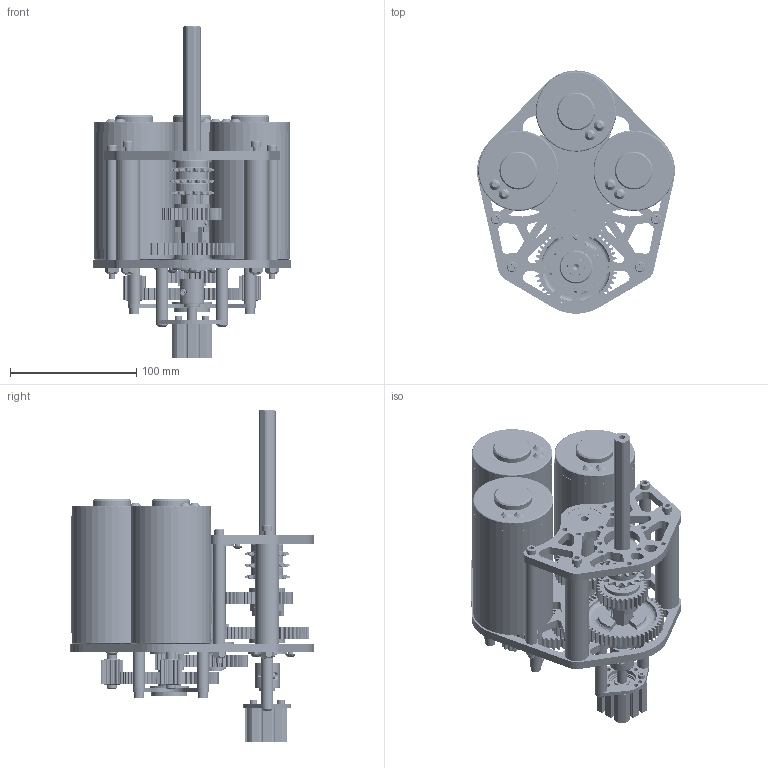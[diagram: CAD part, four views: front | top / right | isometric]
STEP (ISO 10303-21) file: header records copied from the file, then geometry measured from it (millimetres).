
FILE_DESCRIPTION (( 'STEP AP214' ), '1' );
FILE_NAME ('WCP-0155 Rev1 - WCP 3 Motor Flipped Gearbox (Dog Shifter).STEP', '2019-01-05T21:23:24', ( '' ), ( '' ), 'SwSTEP 2.0', 'SolidWorks 2018', '' );
FILE_SCHEMA (( 'AUTOMOTIVE_DESIGN' ));
Length unit declared in the file: inch
Products named in the file (45): 217-3423-008 Rev1; 217-3214_36T_500_hex; WCP-0155-002 Rev1; 217-3423-006 Rev1; 217-2778_shifting_cylinder; NFS-0027_BHCS_#10-32_2_000L_91255A274; WCP-0112 Rev1; 217-3423-009 Rev3; 217-3635_DOG_shifter_shaft; 217-3099_12T_CIM; 217-2000_CIM; 217-4270_radial_thunderhex; WCP-0095 Rev1; 217-3574_60T_500_hex; WCP-0155-007 Rev1; WCP-0091 Rev1; 16T_#25_500_hex_hubbed_sprocket_217-2642; WCP-0155 Rev1 - WCP 3 Motor Flipped Gearbox (Dog Shifter); WCP-0155-010 Rev1; NFS-0009_0_500_snapring_97633A200; NFS-0001_BHCS_#10-32_0_500L_Default<As Machined>; WCP-0155-008 Rev1; 217-2731_0_500_flanged_bearing; NFS-0003_SHCS_#10-32_4_000L_Default<As Machined>; NFS-0034_SHCS_#6-32_1_000L_91251A153; NFS-0036_Wave_Washer_9714K33; 217-3195_DOG_shifter_cone; NFS-0006_SHCS_#4-40_1_000_91251A115; NFS-0010_#10-32_thin_locknut_Default<As Machined>; 217-3423-005 Rev1; NFS-0035_Machine_Key_2x2mm_20mmL_96717A075; WCP-0155-003 Rev1; NFS-0012_0_500ID_fiber_washer_95601A350; WCP-0155-001 Rev1; NFS-0018_SHCS_#10-32_1_750L_Default<As Machined>; 217-3489_0_250_radial_bearing; 217-2708_40T_500_hex; NFS-0031_8mm_push_nut_92133A109; WCP-0155-005 Rev1; WCP-0155-009 Rev1 ...
Assembly tree (84 placements, depth 2):
  WCP-0155 Rev1 - WCP 3 Motor Flipped Gearbox (Dog Shifter)
    WCP-0155-001 Rev1
    WCP-0155-002 Rev1
    WCP-0155-003 Rev1
    WCP-0155-004 Rev1
    WCP-0155-005 Rev1
    WCP-0155-006 Rev1  x2
    WCP-0155-007 Rev1  x2
    WCP-0155-008 Rev1  x4
    WCP-0155-010 Rev1
    WCP-0155-009 Rev1
    217-2731_0_500_flanged_bearing  x4
    217-4006_0_500_flanged_thunderhex_bearing
    217-4270_radial_thunderhex  x2
    WCP-0112 Rev1  x2
    217-3099_12T_CIM  x3
    217-3574_60T_500_hex
    217-2708_40T_500_hex
    WCP-0095 Rev1
    WCP-0091 Rev1
    217-3214_36T_500_hex
    217-2000_CIM  x3
    217-2778_shifting_cylinder
    217-3423-005 Rev1
    217-3423-006 Rev1  x2
    217-3423-008 Rev1
    217-3423-009 Rev3
    217-3635_DOG_shifter_shaft
    217-3195_DOG_shifter_cone
    217-3489_0_250_radial_bearing
    NFS-0007_0_250_snapring_lowprofile_97414A630
    16T_#25_500_hex_hubbed_sprocket_217-2642  x3
    NFS-0009_0_500_snapring_97633A200  x2
    NFS-0031_8mm_push_nut_92133A109  x6
    NFS-0012_0_500ID_fiber_washer_95601A350
    NFS-0035_Machine_Key_2x2mm_20mmL_96717A075  x3
    NFS-0036_Wave_Washer_9714K33
    NFS-0003_SHCS_#10-32_4_000L_Default<As Machined>  x4
    NFS-0018_SHCS_#10-32_1_750L_Default<As Machined>  x4
    NFS-0001_BHCS_#10-32_0_500L_Default<As Machined>  x2
    NFS-0027_BHCS_#10-32_2_000L_91255A274  x2
    NFS-0002_BHCS_#10-32_0_250L_Default<As Machined>  x4
    NFS-0006_SHCS_#4-40_1_000_91251A115
    NFS-0034_SHCS_#6-32_1_000L_91251A153  x2
    NFS-0010_#10-32_thin_locknut_Default<As Machined>  x4
Bounding box: 157.05 x 192.91 x 263.48 mm (x, y, z)
Volume: 1462882.3 mm3; surface area: 336540.7 mm2
Topology: 94 solids, 94 shells, 4079 faces, 10566 edges, 6820 vertices
Faces by surface type: cylinder 2042, plane 1054, cone 572, bspline 371, torus 24, sphere 16
Entity records: 185274 total; most frequent: CARTESIAN_POINT 108201, ORIENTED_EDGE 13726, DIRECTION 12778, EDGE_CURVE 6863, AXIS2_PLACEMENT_3D 4957, VERTEX_POINT 4473, EDGE_LOOP 2960, VECTOR 2864
